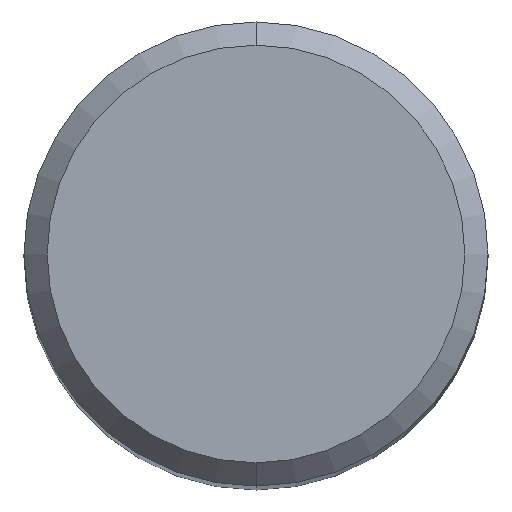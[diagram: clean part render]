
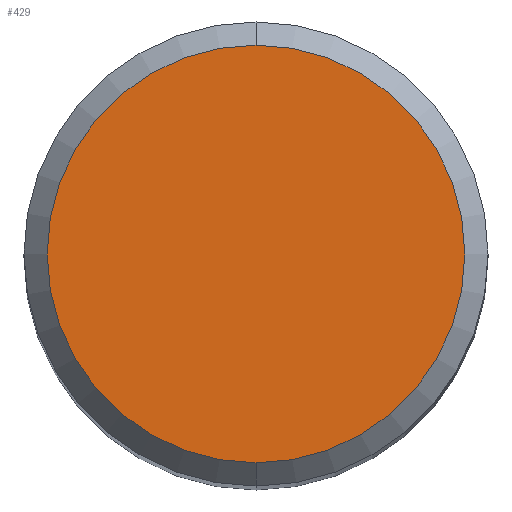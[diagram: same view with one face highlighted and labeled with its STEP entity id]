
A CAD part, top view. The second image highlights one B-rep face of the part: STEP entity #429.
In plain terms, the highlighted planar face has unit normal (0, 0, 1).
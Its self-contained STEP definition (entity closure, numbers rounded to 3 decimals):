
#183=EDGE_CURVE('',#285,#237,#490,.T.);
#237=VERTEX_POINT('',#549);
#285=VERTEX_POINT('',#600);
#317=EDGE_CURVE('',#237,#285,#636,.T.);
#429=ADVANCED_FACE('',(#761),#762,.T.);
#490=CIRCLE('',#842,3.6);
#549=CARTESIAN_POINT('',(0.0,3.6,0.0));
#600=CARTESIAN_POINT('',(0.,-3.6,0.0));
#636=CIRCLE('',#1100,3.6);
#761=FACE_OUTER_BOUND('',#1362,.T.);
#762=PLANE('',#1363);
#842=AXIS2_PLACEMENT_3D('',#1458,#1459,#1460);
#1100=AXIS2_PLACEMENT_3D('',#1608,#1609,#1610);
#1362=EDGE_LOOP('',(#1762,#1763));
#1363=AXIS2_PLACEMENT_3D('',#1764,#1765,#1766);
#1458=CARTESIAN_POINT('',(0.0,0.0,0.0));
#1459=DIRECTION('',(0.0,0.0,-1.0));
#1460=DIRECTION('',(0.0,1.0,0.0));
#1608=CARTESIAN_POINT('',(0.0,0.0,0.0));
#1609=DIRECTION('',(0.0,0.0,-1.0));
#1610=DIRECTION('',(0.0,1.0,0.0));
#1762=ORIENTED_EDGE('',*,*,#317,.F.);
#1763=ORIENTED_EDGE('',*,*,#183,.F.);
#1764=CARTESIAN_POINT('',(0.0,1.8,0.0));
#1765=DIRECTION('',(-0.0,0.0,1.0));
#1766=DIRECTION('',(0.0,-1.0,0.0));
